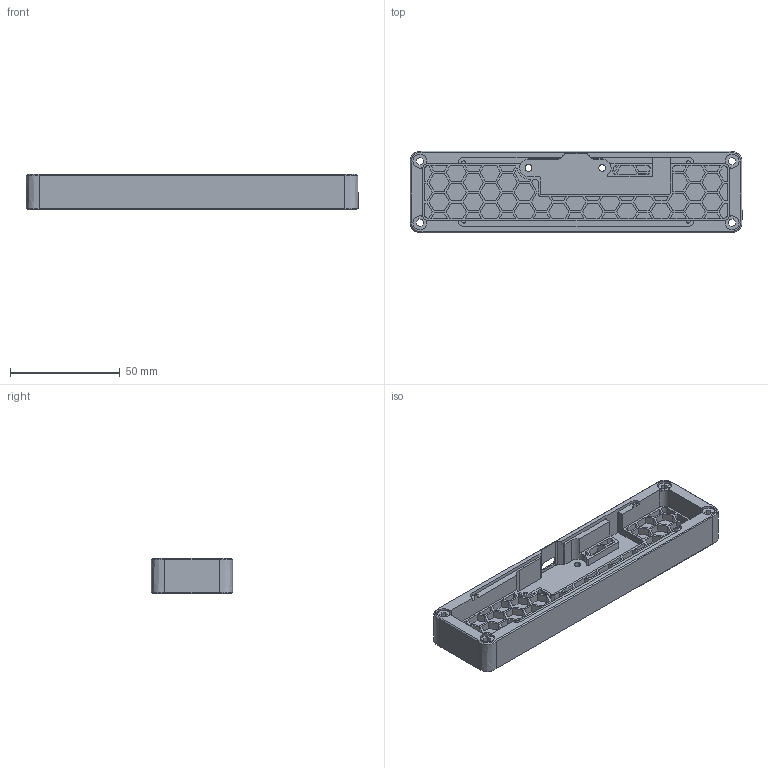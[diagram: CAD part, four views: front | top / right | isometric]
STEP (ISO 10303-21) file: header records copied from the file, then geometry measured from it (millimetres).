
FILE_DESCRIPTION (( 'STEP AP214' ), '1' );
FILE_NAME ('bottom.STEP', '2024-04-29T12:03:02', ( '' ), ( '' ), 'SwSTEP 2.0', 'SolidWorks 2021', '' );
FILE_SCHEMA (( 'AUTOMOTIVE_DESIGN' ));
Length unit declared in the file: millimetre
Products named in the file (1): bottom
Bounding box: 151 x 37 x 16.1 mm (x, y, z)
Volume: 41338.9 mm3; surface area: 26097 mm2
Topology: 1 solids, 1 shells, 586 faces, 1514 edges, 1000 vertices
Faces by surface type: plane 468, cylinder 104, bspline 12, cone 2
Entity records: 19852 total; most frequent: CARTESIAN_POINT 5354, ORIENTED_EDGE 3028, DIRECTION 2844, EDGE_CURVE 1514, LINE 1252, VECTOR 1252, VERTEX_POINT 1000, AXIS2_PLACEMENT_3D 796
